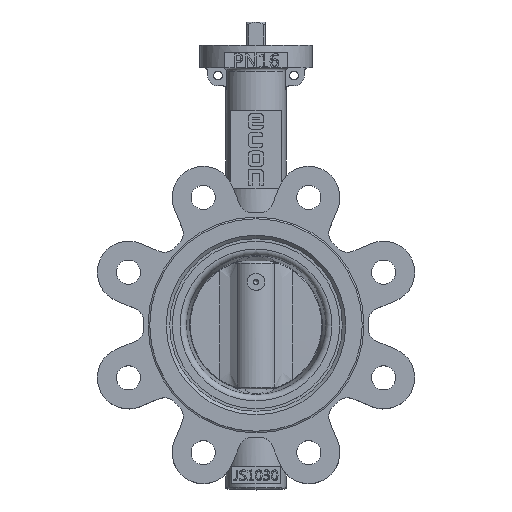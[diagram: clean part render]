
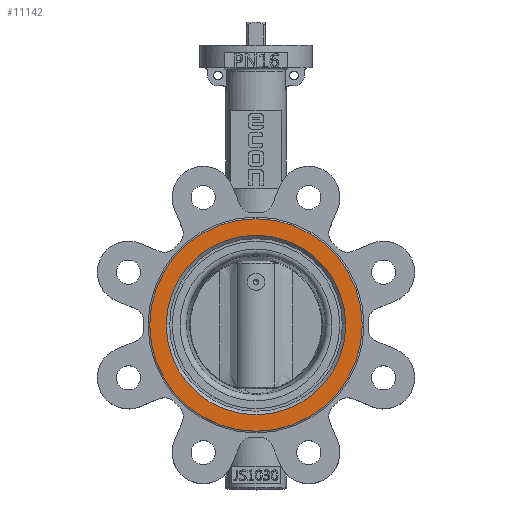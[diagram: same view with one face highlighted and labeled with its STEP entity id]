
A CAD part, top view. The second image highlights one B-rep face of the part: STEP entity #11142.
In plain terms, the highlighted planar face has unit normal (0, 0, 1).
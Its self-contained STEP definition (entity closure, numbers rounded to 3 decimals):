
#2505=FACE_BOUND('',#3338,.T.);
#2664=FACE_OUTER_BOUND('',#3337,.T.);
#3337=EDGE_LOOP('',(#7529));
#3338=EDGE_LOOP('',(#7530));
#4111=CIRCLE('',#11904,61.5);
#4112=CIRCLE('',#11905,52.);
#4751=VERTEX_POINT('',#17718);
#4752=VERTEX_POINT('',#17720);
#5860=EDGE_CURVE('',#4751,#4751,#4111,.T.);
#5861=EDGE_CURVE('',#4752,#4752,#4112,.F.);
#7529=ORIENTED_EDGE('',*,*,#5860,.T.);
#7530=ORIENTED_EDGE('',*,*,#5861,.T.);
#10179=PLANE('',#11903);
#11142=ADVANCED_FACE('',(#2664,#2505),#10179,.T.);
#11903=AXIS2_PLACEMENT_3D('',#17717,#13131,#13132);
#11904=AXIS2_PLACEMENT_3D('',#17719,#13133,#13134);
#11905=AXIS2_PLACEMENT_3D('',#17721,#13135,#13136);
#13131=DIRECTION('center_axis',(0.,0.,1.));
#13132=DIRECTION('ref_axis',(1.,0.,0.));
#13133=DIRECTION('center_axis',(0.,0.,1.));
#13134=DIRECTION('ref_axis',(1.,0.,0.));
#13135=DIRECTION('center_axis',(0.,0.,1.));
#13136=DIRECTION('ref_axis',(1.,0.,0.));
#17717=CARTESIAN_POINT('Origin',(0.,0.,22.5));
#17718=CARTESIAN_POINT('',(61.5,0.,22.5));
#17719=CARTESIAN_POINT('Origin',(0.,0.,22.5));
#17720=CARTESIAN_POINT('',(52.,0.,22.5));
#17721=CARTESIAN_POINT('Origin',(0.,0.,22.5));
